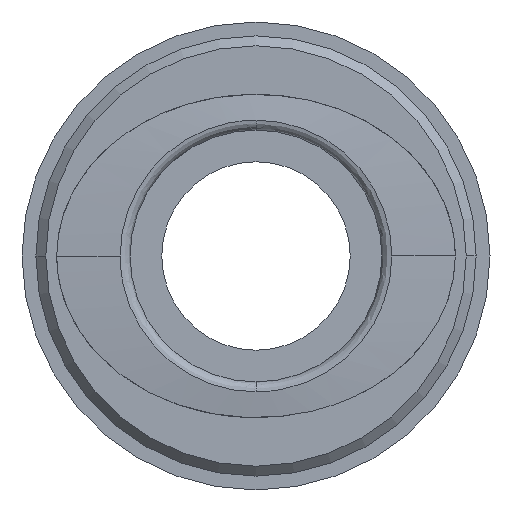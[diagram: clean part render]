
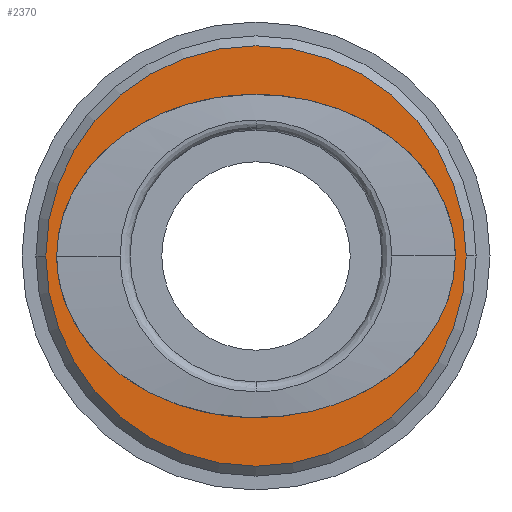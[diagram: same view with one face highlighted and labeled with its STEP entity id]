
A CAD part, front view. The second image highlights one B-rep face of the part: STEP entity #2370.
In plain terms, the highlighted planar face has unit normal (0, -1, 0).
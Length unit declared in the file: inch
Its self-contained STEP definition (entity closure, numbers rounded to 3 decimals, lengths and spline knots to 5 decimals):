
#49 = CARTESIAN_POINT ( 'NONE',  ( 0.39567, -1.25, 0.32087 ) ) ;
#128 = DIRECTION ( 'NONE',  ( 0., 0., -1. ) ) ;
#162 =( BOUNDED_CURVE ( )  B_SPLINE_CURVE ( 2, ( #2538, #2818, #1720, #49, #2001 ),
 .UNSPECIFIED., .F., .T. ) 
 B_SPLINE_CURVE_WITH_KNOTS ( ( 3, 2, 3 ),
 ( 0., 0.01432, 0.02864 ),
 .UNSPECIFIED. ) 
 CURVE ( )  GEOMETRIC_REPRESENTATION_ITEM ( )  RATIONAL_B_SPLINE_CURVE ( ( 1., 0.707, 1., 0.707, 1. ) ) 
 REPRESENTATION_ITEM ( '' )  );
#199 = EDGE_CURVE ( 'NONE', #461, #2802, #2213, .T. ) ;
#266 = DIRECTION ( 'NONE',  ( -1., 0., 0. ) ) ;
#461 = VERTEX_POINT ( 'NONE', #2064 ) ;
#465 = VERTEX_POINT ( 'NONE', #1795 ) ;
#472 = CARTESIAN_POINT ( 'NONE',  ( 0., -1.25, 0. ) ) ;
#534 =( BOUNDED_CURVE ( )  B_SPLINE_CURVE ( 2, ( #591, #868, #3094, #1440, #3380 ),
 .UNSPECIFIED., .F., .T. ) 
 B_SPLINE_CURVE_WITH_KNOTS ( ( 3, 2, 3 ),
 ( 0.02864, 0.04293, 0.05722 ),
 .UNSPECIFIED. ) 
 CURVE ( )  GEOMETRIC_REPRESENTATION_ITEM ( )  RATIONAL_B_SPLINE_CURVE ( ( 1., 0.707, 1., 0.707, 1. ) ) 
 REPRESENTATION_ITEM ( '' )  );
#584 = ORIENTED_EDGE ( 'NONE', *, *, #2281, .T. ) ;
#591 = CARTESIAN_POINT ( 'NONE',  ( 0.39567, -1.25, 0. ) ) ;
#738 = DIRECTION ( 'NONE',  ( -1., 0., 0. ) ) ;
#742 = CARTESIAN_POINT ( 'NONE',  ( -0.39567, -1.25, 0. ) ) ;
#838 = AXIS2_PLACEMENT_3D ( 'NONE', #472, #2408, #738 ) ;
#868 = CARTESIAN_POINT ( 'NONE',  ( 0.39567, -1.25, -0.32087 ) ) ;
#1028 = FACE_OUTER_BOUND ( 'NONE', #3398, .T. ) ;
#1115 = FACE_BOUND ( 'NONE', #3554, .T. ) ;
#1420 = ORIENTED_EDGE ( 'NONE', *, *, #1706, .F. ) ;
#1440 = CARTESIAN_POINT ( 'NONE',  ( -0.39567, -1.25, -0.32087 ) ) ;
#1514 = PLANE ( 'NONE',  #1836 ) ;
#1706 = EDGE_CURVE ( 'NONE', #2802, #461, #2811, .T. ) ;
#1720 = CARTESIAN_POINT ( 'NONE',  ( 0., -1.25, 0.32087 ) ) ;
#1795 = CARTESIAN_POINT ( 'NONE',  ( 0.39567, -1.25, 0. ) ) ;
#1797 = DIRECTION ( 'NONE',  ( 0., -1., 0. ) ) ;
#1836 = AXIS2_PLACEMENT_3D ( 'NONE', #3177, #1797, #128 ) ;
#1864 = VERTEX_POINT ( 'NONE', #742 ) ;
#1930 = DIRECTION ( 'NONE',  ( 0., 1., 0. ) ) ;
#2001 = CARTESIAN_POINT ( 'NONE',  ( 0.39567, -1.25, 0. ) ) ;
#2034 = ORIENTED_EDGE ( 'NONE', *, *, #3317, .T. ) ;
#2064 = CARTESIAN_POINT ( 'NONE',  ( -0.41732, -1.25, 0. ) ) ;
#2213 = CIRCLE ( 'NONE', #3354, 0.41732 ) ;
#2281 = EDGE_CURVE ( 'NONE', #465, #1864, #534, .T. ) ;
#2370 = ADVANCED_FACE ( 'NONE', ( #1115, #1028 ), #1514, .T. ) ;
#2408 = DIRECTION ( 'NONE',  ( 0., 1., 0. ) ) ;
#2455 = ORIENTED_EDGE ( 'NONE', *, *, #199, .F. ) ;
#2538 = CARTESIAN_POINT ( 'NONE',  ( -0.39567, -1.25, 0. ) ) ;
#2802 = VERTEX_POINT ( 'NONE', #3426 ) ;
#2811 = CIRCLE ( 'NONE', #838, 0.41732 ) ;
#2818 = CARTESIAN_POINT ( 'NONE',  ( -0.39567, -1.25, 0.32087 ) ) ;
#3094 = CARTESIAN_POINT ( 'NONE',  ( 0., -1.25, -0.32087 ) ) ;
#3177 = CARTESIAN_POINT ( 'NONE',  ( -0.125, -1.25, 0. ) ) ;
#3317 = EDGE_CURVE ( 'NONE', #1864, #465, #162, .T. ) ;
#3354 = AXIS2_PLACEMENT_3D ( 'NONE', #3594, #1930, #266 ) ;
#3380 = CARTESIAN_POINT ( 'NONE',  ( -0.39567, -1.25, 0. ) ) ;
#3398 = EDGE_LOOP ( 'NONE', ( #2455, #1420 ) ) ;
#3426 = CARTESIAN_POINT ( 'NONE',  ( 0.41732, -1.25, 0. ) ) ;
#3554 = EDGE_LOOP ( 'NONE', ( #2034, #584 ) ) ;
#3594 = CARTESIAN_POINT ( 'NONE',  ( 0., -1.25, 0. ) ) ;
